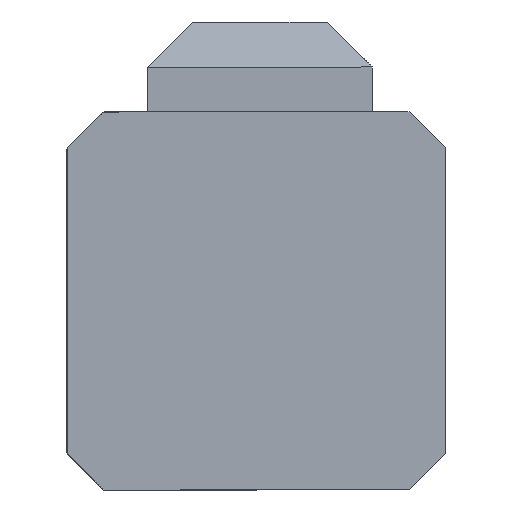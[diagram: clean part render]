
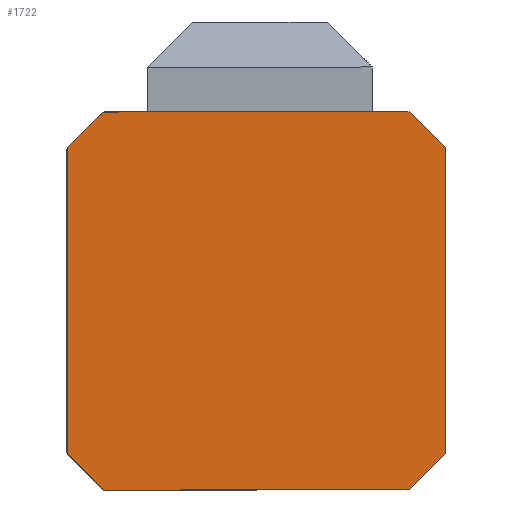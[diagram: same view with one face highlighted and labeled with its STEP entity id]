
A CAD part, front view. The second image highlights one B-rep face of the part: STEP entity #1722.
In plain terms, the highlighted face is planar.
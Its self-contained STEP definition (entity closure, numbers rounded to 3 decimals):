
#182 = ORIENTED_EDGE ( 'NONE', *, *, #5330, .T. ) ;
#282 = DIRECTION ( 'NONE',  ( -0.707, -0.707, 0. ) ) ;
#441 = EDGE_CURVE ( 'NONE', #4628, #4728, #3262, .T. ) ;
#594 = ORIENTED_EDGE ( 'NONE', *, *, #3927, .T. ) ;
#630 = EDGE_CURVE ( 'NONE', #5351, #2033, #5325, .T. ) ;
#647 = ORIENTED_EDGE ( 'NONE', *, *, #630, .T. ) ;
#1038 = VECTOR ( 'NONE', #5278, 1000. ) ;
#1081 = ORIENTED_EDGE ( 'NONE', *, *, #5196, .T. ) ;
#1105 = CARTESIAN_POINT ( 'NONE',  ( -21., -21., 20. ) ) ;
#1136 = VECTOR ( 'NONE', #5296, 1000. ) ;
#1153 = EDGE_CURVE ( 'NONE', #5242, #5351, #5544, .T. ) ;
#1242 = LINE ( 'NONE', #1637, #3213 ) ;
#1271 = CARTESIAN_POINT ( 'NONE',  ( 19., 19., 20. ) ) ;
#1341 = PLANE ( 'NONE',  #1847 ) ;
#1433 = EDGE_LOOP ( 'NONE', ( #4059, #594, #182, #4225, #647, #2078, #3611, #1081 ) ) ;
#1572 = CARTESIAN_POINT ( 'NONE',  ( 21., 17., 20. ) ) ;
#1599 = VERTEX_POINT ( 'NONE', #2319 ) ;
#1633 = CARTESIAN_POINT ( 'NONE',  ( -19., 19., 20. ) ) ;
#1637 = CARTESIAN_POINT ( 'NONE',  ( -19., -19., 20. ) ) ;
#1722 = ADVANCED_FACE ( 'NONE', ( #4050 ), #1341, .T. ) ;
#1847 = AXIS2_PLACEMENT_3D ( 'NONE', #5220, #3074, #3102 ) ;
#1870 = CARTESIAN_POINT ( 'NONE',  ( -21., 21., 20. ) ) ;
#1949 = VECTOR ( 'NONE', #4971, 1000. ) ;
#2033 = VERTEX_POINT ( 'NONE', #2719 ) ;
#2078 = ORIENTED_EDGE ( 'NONE', *, *, #2577, .T. ) ;
#2209 = CARTESIAN_POINT ( 'NONE',  ( 19., -19., 20. ) ) ;
#2319 = CARTESIAN_POINT ( 'NONE',  ( 21., -17., 20. ) ) ;
#2577 = EDGE_CURVE ( 'NONE', #2033, #4186, #5391, .T. ) ;
#2674 = DIRECTION ( 'NONE',  ( 0.707, 0.707, 0. ) ) ;
#2719 = CARTESIAN_POINT ( 'NONE',  ( -17., 21., 20. ) ) ;
#2944 = CARTESIAN_POINT ( 'NONE',  ( -21., -17., 20. ) ) ;
#2965 = VECTOR ( 'NONE', #3077, 1000. ) ;
#3074 = DIRECTION ( 'NONE',  ( 0., 0., 1. ) ) ;
#3077 = DIRECTION ( 'NONE',  ( -0.707, 0.707, 0. ) ) ;
#3102 = DIRECTION ( 'NONE',  ( 1., 0., 0. ) ) ;
#3156 = CARTESIAN_POINT ( 'NONE',  ( -21., 21., 20. ) ) ;
#3213 = VECTOR ( 'NONE', #5587, 1000. ) ;
#3262 = LINE ( 'NONE', #1105, #4841 ) ;
#3274 = LINE ( 'NONE', #5004, #1949 ) ;
#3443 = LINE ( 'NONE', #2209, #5091 ) ;
#3536 = VERTEX_POINT ( 'NONE', #2944 ) ;
#3611 = ORIENTED_EDGE ( 'NONE', *, *, #4521, .T. ) ;
#3753 = CARTESIAN_POINT ( 'NONE',  ( -17., -21., 20. ) ) ;
#3759 = CARTESIAN_POINT ( 'NONE',  ( -21., 17., 20. ) ) ;
#3927 = EDGE_CURVE ( 'NONE', #4728, #1599, #3443, .T. ) ;
#4050 = FACE_OUTER_BOUND ( 'NONE', #1433, .T. ) ;
#4059 = ORIENTED_EDGE ( 'NONE', *, *, #441, .T. ) ;
#4186 = VERTEX_POINT ( 'NONE', #3759 ) ;
#4225 = ORIENTED_EDGE ( 'NONE', *, *, #1153, .T. ) ;
#4521 = EDGE_CURVE ( 'NONE', #4186, #3536, #4927, .T. ) ;
#4588 = CARTESIAN_POINT ( 'NONE',  ( 17., 21., 20. ) ) ;
#4628 = VERTEX_POINT ( 'NONE', #3753 ) ;
#4728 = VERTEX_POINT ( 'NONE', #4733 ) ;
#4733 = CARTESIAN_POINT ( 'NONE',  ( 17., -21., 20. ) ) ;
#4841 = VECTOR ( 'NONE', #4990, 1000. ) ;
#4927 = LINE ( 'NONE', #1870, #1136 ) ;
#4971 = DIRECTION ( 'NONE',  ( 0., 1., 0. ) ) ;
#4990 = DIRECTION ( 'NONE',  ( 1., 0., 0. ) ) ;
#4992 = VECTOR ( 'NONE', #282, 1000. ) ;
#5004 = CARTESIAN_POINT ( 'NONE',  ( 21., 21., 20. ) ) ;
#5091 = VECTOR ( 'NONE', #2674, 1000. ) ;
#5196 = EDGE_CURVE ( 'NONE', #3536, #4628, #1242, .T. ) ;
#5220 = CARTESIAN_POINT ( 'NONE',  ( 0., 0., 20. ) ) ;
#5242 = VERTEX_POINT ( 'NONE', #1572 ) ;
#5278 = DIRECTION ( 'NONE',  ( -1., 0., 0. ) ) ;
#5296 = DIRECTION ( 'NONE',  ( 0., -1., 0. ) ) ;
#5325 = LINE ( 'NONE', #3156, #1038 ) ;
#5330 = EDGE_CURVE ( 'NONE', #1599, #5242, #3274, .T. ) ;
#5351 = VERTEX_POINT ( 'NONE', #4588 ) ;
#5391 = LINE ( 'NONE', #1633, #4992 ) ;
#5544 = LINE ( 'NONE', #1271, #2965 ) ;
#5587 = DIRECTION ( 'NONE',  ( 0.707, -0.707, 0. ) ) ;
